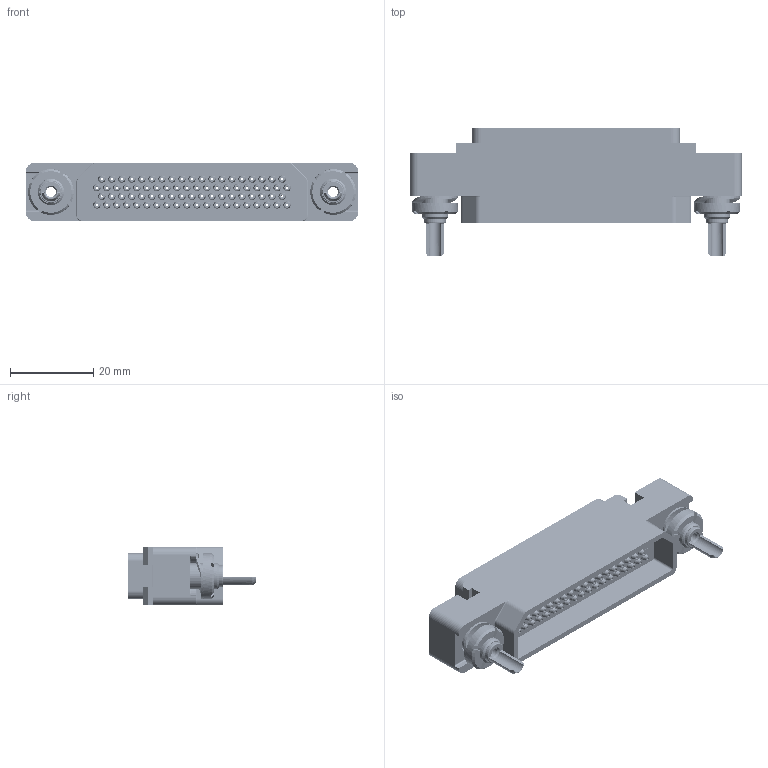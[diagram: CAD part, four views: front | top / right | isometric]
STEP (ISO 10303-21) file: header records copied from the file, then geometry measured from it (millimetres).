
FILE_DESCRIPTION((''),'2;1');
FILE_NAME('1900ND12P1B00A','2019-11-05T',('presta_be4'),(''),'CREO PARAMETRIC BY PTC INC, 2018360','CREO PARAMETRIC BY PTC INC, 2018360','');
FILE_SCHEMA(('CONFIG_CONTROL_DESIGN'));
Products named in the file (1): 1900ND12P1B00A
Bounding box: 80 x 30.8 x 14 mm (x, y, z)
Volume: 13565.9 mm3; surface area: 17527.5 mm2
Topology: 3 solids, 3 shells, 7393 faces, 16254 edges, 9508 vertices
Faces by surface type: cylinder 2195, torus 1900, plane 1759, cone 1290, extrusion 249
Entity records: 209171 total; most frequent: CARTESIAN_POINT 41272, DIRECTION 38875, ORIENTED_EDGE 32500, EDGE_CURVE 16250, AXIS2_PLACEMENT_3D 15848, VERTEX_POINT 9508, CIRCLE 8704, EDGE_LOOP 8202
